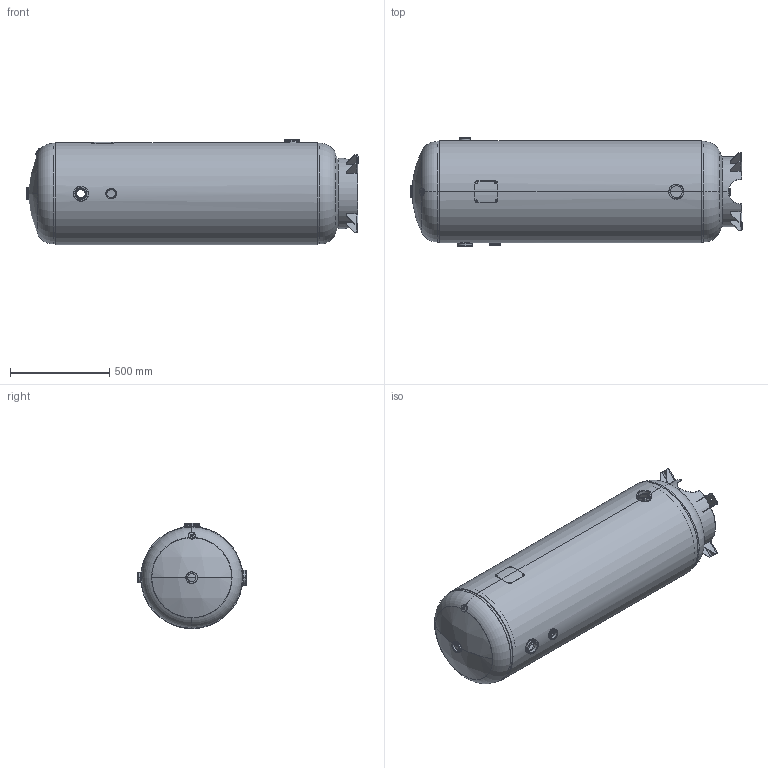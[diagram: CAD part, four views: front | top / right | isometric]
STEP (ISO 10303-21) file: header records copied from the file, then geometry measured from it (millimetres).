
FILE_DESCRIPTION (( 'STEP AP214' ), '1' );
FILE_NAME ('302414.STEP', '2024-04-30T20:51:48', ( '' ), ( '' ), 'SwSTEP 2.0', 'SolidWorks 2022', '' );
FILE_SCHEMA (( 'AUTOMOTIVE_DESIGN' ));
Length unit declared in the file: inch
Products named in the file (12): PHOENIX FLAT FLANGE_1250; A73116; PHOENIX FLAT FLANGE_0250P391; 302414-SL; PHOENIX RAD FLANGE_200P958 OR; NP-VER_20; 302414; PHOENIX RAD FLANGE_125P706; PHOENIX FLAT FLANGE_0500P393; A55179; HEAD_20X124PLN; A73234
Assembly tree (17 placements, depth 3):
  302414
    302414-SL
    HEAD_20X124PLN  x2
    PHOENIX RAD FLANGE_200P958 OR  x2
    PHOENIX RAD FLANGE_125P706  x2
    PHOENIX FLAT FLANGE_0500P393
    PHOENIX FLAT FLANGE_1250
    PHOENIX FLAT FLANGE_0250P391
    A73116
      A73234
      A55179  x4
    NP-VER_20
Bounding box: 1675.68 x 546.79 x 532.49 mm (x, y, z)
Volume: 10893132.5 mm3; surface area: 5969076.8 mm2
Topology: 16 solids, 16 shells, 340 faces, 748 edges, 450 vertices
Faces by surface type: plane 128, cylinder 98, torus 84, bspline 22, sphere 8
Entity records: 12648 total; most frequent: CARTESIAN_POINT 7545, DIRECTION 1005, ORIENTED_EDGE 898, EDGE_CURVE 449, AXIS2_PLACEMENT_3D 441, VERTEX_POINT 274, CIRCLE 240, EDGE_LOOP 237
